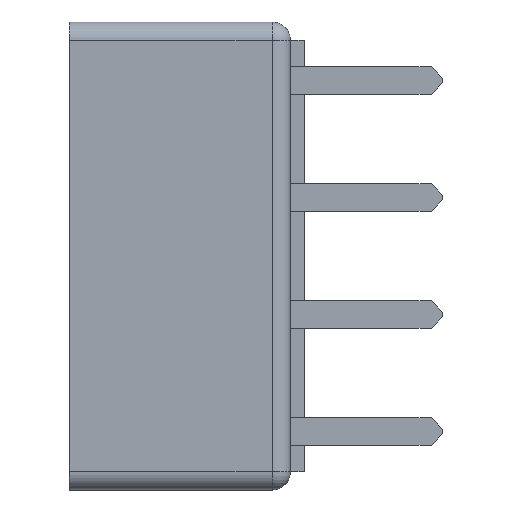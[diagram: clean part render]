
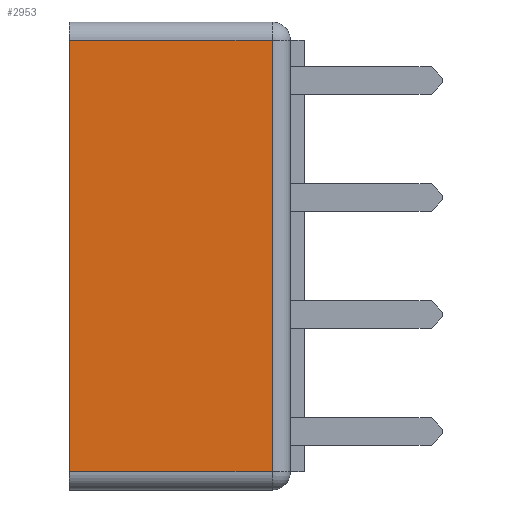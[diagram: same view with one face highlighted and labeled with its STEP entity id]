
A CAD part, left-side view. The second image highlights one B-rep face of the part: STEP entity #2953.
In plain terms, the highlighted planar face has unit normal (-1, 0, 0).
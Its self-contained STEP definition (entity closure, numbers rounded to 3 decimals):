
#1895 = VERTEX_POINT('',#1896);
#1896 = CARTESIAN_POINT('',(-5.,0.7,-4.68));
#1905 = VERTEX_POINT('',#1906);
#1906 = CARTESIAN_POINT('',(-5.,5.1,-4.68));
#1913 = EDGE_CURVE('',#1895,#1905,#1914,.T.);
#1914 = LINE('',#1915,#1916);
#1915 = CARTESIAN_POINT('',(-5.,0.3,-4.68));
#1916 = VECTOR('',#1917,1.);
#1917 = DIRECTION('',(0.,1.,0.));
#1927 = EDGE_CURVE('',#1905,#1928,#1930,.T.);
#1928 = VERTEX_POINT('',#1929);
#1929 = CARTESIAN_POINT('',(-5.,5.1,4.68));
#1930 = LINE('',#1931,#1932);
#1931 = CARTESIAN_POINT('',(-5.,5.1,-5.08));
#1932 = VECTOR('',#1933,1.);
#1933 = DIRECTION('',(0.,0.,1.));
#2953 = ADVANCED_FACE('',(#2954),#2972,.F.);
#2954 = FACE_BOUND('',#2955,.T.);
#2955 = EDGE_LOOP('',(#2956,#2957,#2958,#2966));
#2956 = ORIENTED_EDGE('',*,*,#1927,.F.);
#2957 = ORIENTED_EDGE('',*,*,#1913,.F.);
#2958 = ORIENTED_EDGE('',*,*,#2959,.T.);
#2959 = EDGE_CURVE('',#1895,#2960,#2962,.T.);
#2960 = VERTEX_POINT('',#2961);
#2961 = CARTESIAN_POINT('',(-5.,0.7,4.68));
#2962 = LINE('',#2963,#2964);
#2963 = CARTESIAN_POINT('',(-5.,0.7,-5.08));
#2964 = VECTOR('',#2965,1.);
#2965 = DIRECTION('',(0.,0.,1.));
#2966 = ORIENTED_EDGE('',*,*,#2967,.T.);
#2967 = EDGE_CURVE('',#2960,#1928,#2968,.T.);
#2968 = LINE('',#2969,#2970);
#2969 = CARTESIAN_POINT('',(-5.,0.3,4.68));
#2970 = VECTOR('',#2971,1.);
#2971 = DIRECTION('',(0.,1.,0.));
#2972 = PLANE('',#2973);
#2973 = AXIS2_PLACEMENT_3D('',#2974,#2975,#2976);
#2974 = CARTESIAN_POINT('',(-5.,0.3,-5.08));
#2975 = DIRECTION('',(1.,0.,0.));
#2976 = DIRECTION('',(0.,-1.,0.));
